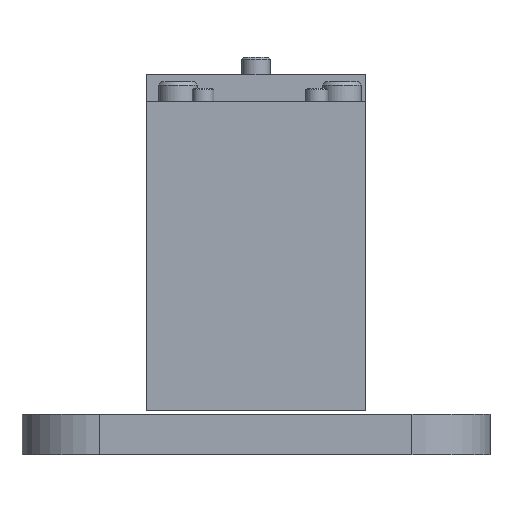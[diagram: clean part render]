
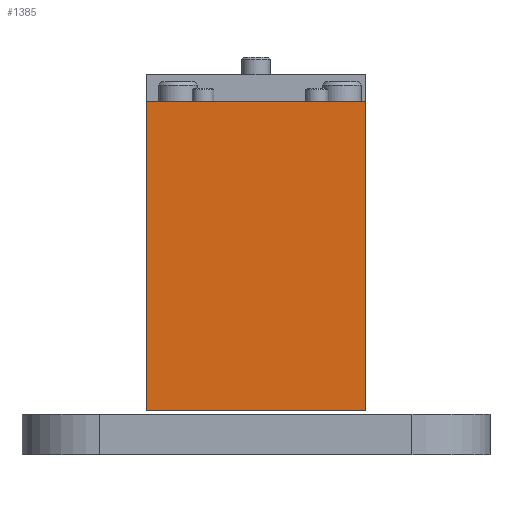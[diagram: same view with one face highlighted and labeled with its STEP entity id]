
A CAD part, left-side view. The second image highlights one B-rep face of the part: STEP entity #1385.
In plain terms, the highlighted planar face has unit normal (-1, 0, 0).
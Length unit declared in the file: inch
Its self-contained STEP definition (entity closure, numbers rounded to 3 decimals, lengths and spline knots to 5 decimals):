
#57=CARTESIAN_POINT('',(-1.688,0.513,0.025));
#58=VERTEX_POINT('',#57);
#65=CARTESIAN_POINT('',(-1.688,1.913,0.025));
#66=VERTEX_POINT('',#65);
#67=CARTESIAN_POINT('',(-1.688,0.513,0.025));
#68=DIRECTION('',(0.0,1.0,0.0));
#69=VECTOR('',#68,1.4);
#70=LINE('',#67,#69);
#71=EDGE_CURVE('',#58,#66,#70,.T.);
#388=CARTESIAN_POINT('',(-1.688,0.823,2.003));
#389=VERTEX_POINT('',#388);
#424=CARTESIAN_POINT('',(-1.688,1.913,2.003));
#425=VERTEX_POINT('',#424);
#432=CARTESIAN_POINT('',(-1.688,1.553,2.003));
#433=VERTEX_POINT('',#432);
#434=CARTESIAN_POINT('',(-1.688,1.913,2.003));
#435=DIRECTION('',(0.0,-1.0,0.0));
#436=VECTOR('',#435,0.36);
#437=LINE('',#434,#436);
#438=EDGE_CURVE('',#425,#433,#437,.T.);
#447=CARTESIAN_POINT('',(-1.688,1.553,2.003));
#448=DIRECTION('',(0.0,-1.0,0.0));
#449=VECTOR('',#448,0.73);
#450=LINE('',#447,#449);
#451=EDGE_CURVE('',#433,#389,#450,.T.);
#454=CARTESIAN_POINT('',(-1.688,0.513,2.003));
#455=VERTEX_POINT('',#454);
#456=CARTESIAN_POINT('',(-1.688,0.823,2.003));
#457=DIRECTION('',(0.0,-1.0,0.0));
#458=VECTOR('',#457,0.31);
#459=LINE('',#456,#458);
#460=EDGE_CURVE('',#389,#455,#459,.T.);
#793=CARTESIAN_POINT('',(-1.688,1.913,0.025));
#794=DIRECTION('',(0.0,0.0,1.0));
#795=VECTOR('',#794,1.978);
#796=LINE('',#793,#795);
#797=EDGE_CURVE('',#66,#425,#796,.T.);
#1360=CARTESIAN_POINT('',(-1.688,0.513,0.025));
#1361=DIRECTION('',(0.0,0.0,1.0));
#1362=VECTOR('',#1361,1.978);
#1363=LINE('',#1360,#1362);
#1364=EDGE_CURVE('',#58,#455,#1363,.T.);
#1372=CARTESIAN_POINT('',(-1.688,0.513,0.025));
#1373=DIRECTION('',(-1.0,0.0,0.0));
#1374=DIRECTION('',(0.0,0.0,1.0));
#1375=AXIS2_PLACEMENT_3D('',#1372,#1373,#1374);
#1376=PLANE('',#1375);
#1377=ORIENTED_EDGE('',*,*,#1364,.T.);
#1378=ORIENTED_EDGE('',*,*,#460,.F.);
#1379=ORIENTED_EDGE('',*,*,#451,.F.);
#1380=ORIENTED_EDGE('',*,*,#438,.F.);
#1381=ORIENTED_EDGE('',*,*,#797,.F.);
#1382=ORIENTED_EDGE('',*,*,#71,.F.);
#1383=EDGE_LOOP('',(#1377,#1378,#1379,#1380,#1381,#1382));
#1384=FACE_OUTER_BOUND('',#1383,.T.);
#1385=ADVANCED_FACE('',(#1384),#1376,.T.);
